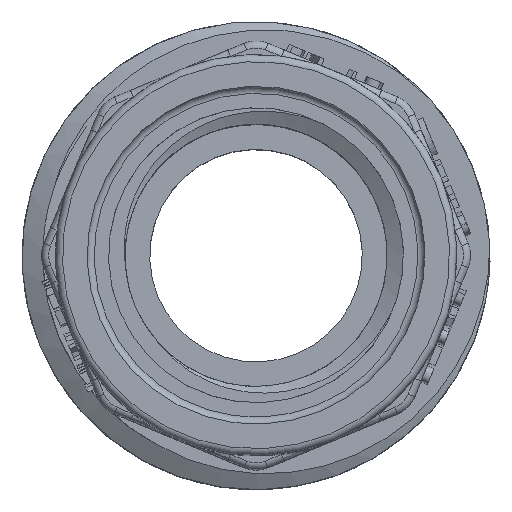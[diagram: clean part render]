
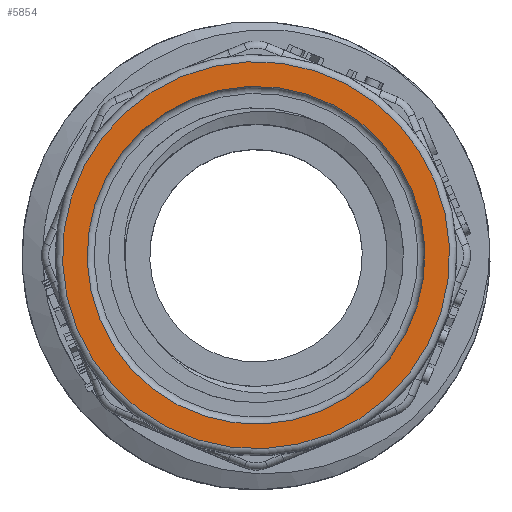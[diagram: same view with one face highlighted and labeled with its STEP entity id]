
A CAD part, top view. The second image highlights one B-rep face of the part: STEP entity #5854.
In plain terms, the highlighted planar face has unit normal (0, 0, 1).
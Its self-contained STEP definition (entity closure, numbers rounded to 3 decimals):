
#150=FACE_BOUND('',#801,.T.);
#224=PLANE('',#6279);
#428=FACE_OUTER_BOUND('',#800,.T.);
#800=EDGE_LOOP('',(#4389));
#801=EDGE_LOOP('',(#4390));
#1152=CIRCLE('',#6278,12.);
#1153=CIRCLE('',#6280,13.75);
#2802=VERTEX_POINT('',#14485);
#2803=VERTEX_POINT('',#14489);
#3416=EDGE_CURVE('',#2802,#2802,#1152,.T.);
#3418=EDGE_CURVE('',#2803,#2803,#1153,.T.);
#4389=ORIENTED_EDGE('',*,*,#3418,.T.);
#4390=ORIENTED_EDGE('',*,*,#3416,.T.);
#5854=ADVANCED_FACE('',(#428,#150),#224,.T.);
#6278=AXIS2_PLACEMENT_3D('',#14486,#6975,#6976);
#6279=AXIS2_PLACEMENT_3D('',#14488,#6978,#6979);
#6280=AXIS2_PLACEMENT_3D('',#14490,#6980,#6981);
#6975=DIRECTION('center_axis',(0.,0.,-1.));
#6976=DIRECTION('ref_axis',(0.924,0.383,0.));
#6978=DIRECTION('center_axis',(0.,0.,1.));
#6979=DIRECTION('ref_axis',(0.924,0.383,0.));
#6980=DIRECTION('center_axis',(0.,0.,1.));
#6981=DIRECTION('ref_axis',(0.924,0.383,0.));
#14485=CARTESIAN_POINT('',(-11.087,-4.592,31.1));
#14486=CARTESIAN_POINT('Origin',(0.,0.,31.1));
#14488=CARTESIAN_POINT('Origin',(0.,0.,31.1));
#14489=CARTESIAN_POINT('',(-12.703,-5.262,31.1));
#14490=CARTESIAN_POINT('Origin',(0.,0.,31.1));
